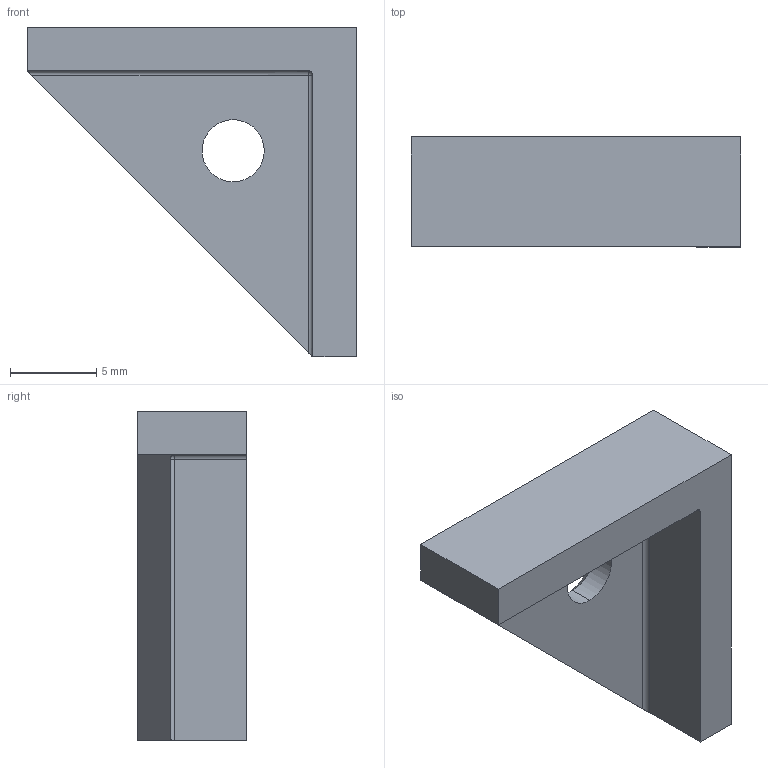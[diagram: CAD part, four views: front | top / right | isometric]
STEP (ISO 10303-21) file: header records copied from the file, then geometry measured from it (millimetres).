
FILE_DESCRIPTION (( 'STEP AP214' ), '1' );
FILE_NAME ('BedClip.STEP', '2022-01-12T18:20:01', ( '' ), ( '' ), 'SwSTEP 2.0', 'SolidWorks 2021', '' );
FILE_SCHEMA (( 'AUTOMOTIVE_DESIGN' ));
Length unit declared in the file: inch
Products named in the file (1): BedClip
Bounding box: 19.07 x 6.35 x 19.11 mm (x, y, z)
Volume: 815 mm3; surface area: 917 mm2
Topology: 1 solids, 1 shells, 41 faces, 102 edges, 65 vertices
Faces by surface type: plane 29, cylinder 5, bspline 4, cone 2, sphere 1
Entity records: 1533 total; most frequent: CARTESIAN_POINT 558, ORIENTED_EDGE 202, DIRECTION 169, EDGE_CURVE 101, LINE 73, VECTOR 73, VERTEX_POINT 65, AXIS2_PLACEMENT_3D 48
